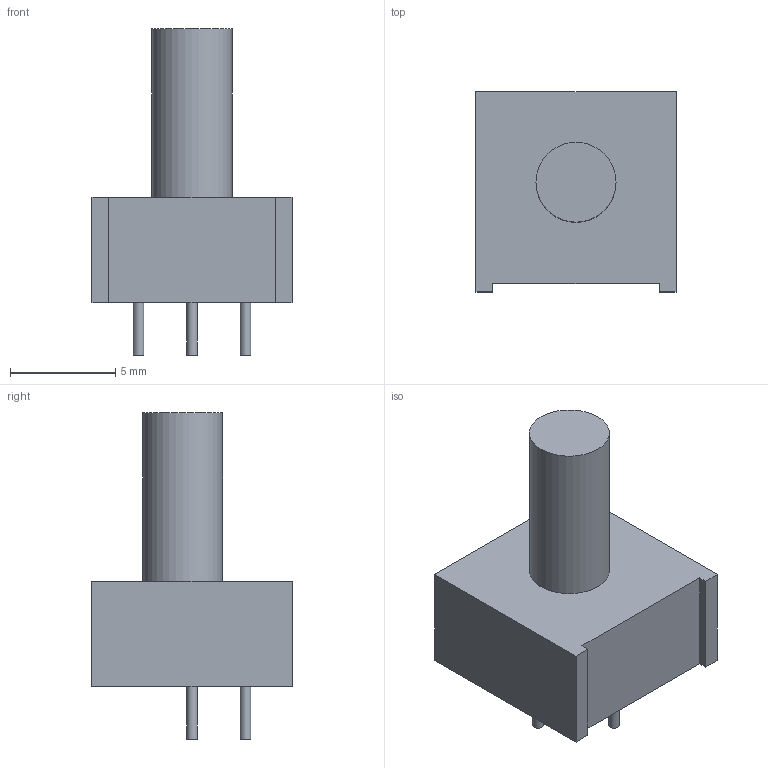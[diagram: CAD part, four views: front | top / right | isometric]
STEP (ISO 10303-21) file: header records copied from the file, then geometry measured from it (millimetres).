
FILE_DESCRIPTION(/* description */ (''),/* implementation_level */ '2;1');
FILE_NAME(/* name */ 'Potenciometr Bochen v1.step',/* time_stamp */ '2023-04-22T11:16:20+02:00',/* author */ (''),/* organization */ (''),/* preprocessor_version */ 'ST-DEVELOPER v19.2',/* originating_system */ 'Autodesk Translation Framework v12.4.0.73',/* authorisation */ '');
FILE_SCHEMA (('AUTOMOTIVE_DESIGN { 1 0 10303 214 3 1 1 }'));
Length unit declared in the file: millimetre
Products named in the file (1): Potenciometr Bochen
Bounding box: 9.5 x 9.5 x 15.5 mm (x, y, z)
Volume: 527.7 mm3; surface area: 499.3 mm2
Topology: 5 solids, 5 shells, 22 faces, 36 edges, 24 vertices
Faces by surface type: plane 18, cylinder 4
Full cylindrical faces by diameter (mm): 0.5 x3, 3.8 x1
Entity records: 558 total; most frequent: DIRECTION 90, CARTESIAN_POINT 83, ORIENTED_EDGE 72, EDGE_CURVE 36, AXIS2_PLACEMENT_3D 31, LINE 28, VECTOR 28, VERTEX_POINT 24
